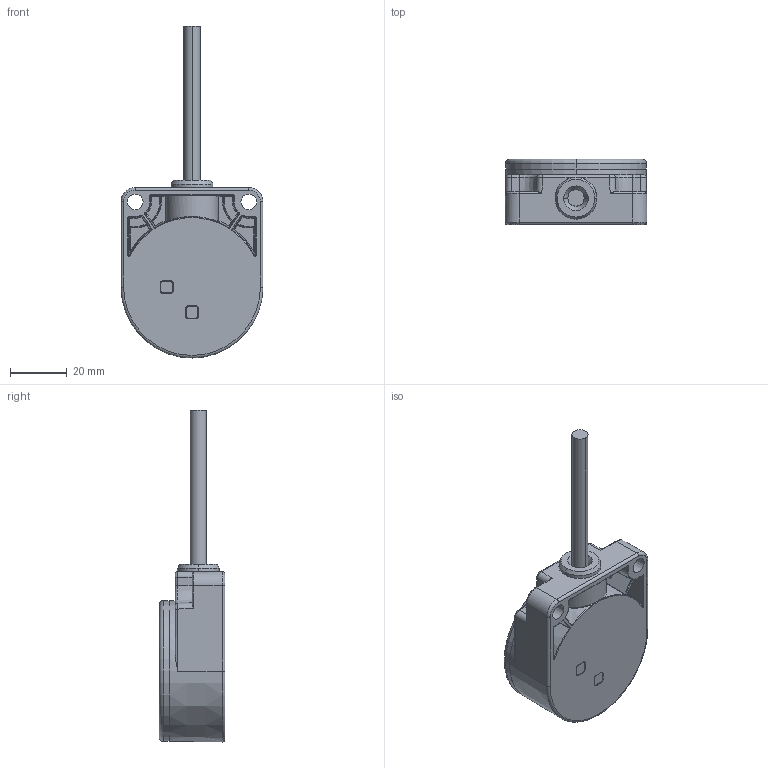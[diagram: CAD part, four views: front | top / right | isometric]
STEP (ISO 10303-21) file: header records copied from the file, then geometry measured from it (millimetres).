
FILE_DESCRIPTION((''),'2;1');
FILE_NAME('147955_SW','2009-07-31T',('banengservice'),('BANNER ENGINEERING'),'PRO/ENGINEER BY PARAMETRIC TECHNOLOGY CORPORATION, 2006170','PRO/ENGINEER BY PARAMETRIC TECHNOLOGY CORPORATION, 2006170','');
FILE_SCHEMA(('CONFIG_CONTROL_DESIGN'));
Length unit declared in the file: inch
Products named in the file (1): 147955_SW
Bounding box: 49.97 x 23.1 x 116.88 mm (x, y, z)
Volume: 54637.7 mm3; surface area: 12994.4 mm2
Topology: 1 solids, 2 shells, 566 faces, 1451 edges, 908 vertices
Faces by surface type: cylinder 242, plane 189, bspline 50, torus 31, sphere 26, cone 26, extrusion 2
Entity records: 20568 total; most frequent: CARTESIAN_POINT 6755, DIRECTION 2943, ORIENTED_EDGE 2902, EDGE_CURVE 1451, AXIS2_PLACEMENT_3D 1101, VERTEX_POINT 908, VECTOR 741, LINE 739
